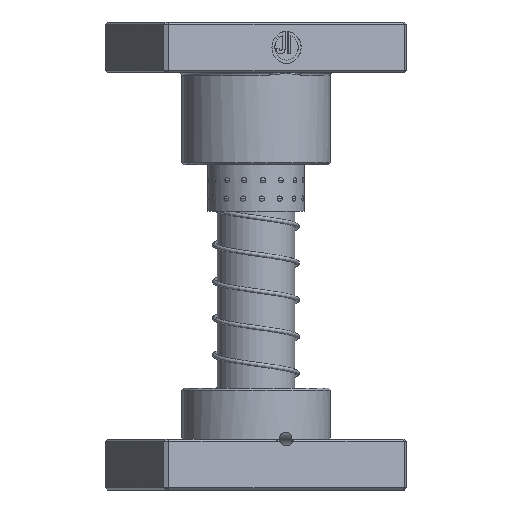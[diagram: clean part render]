
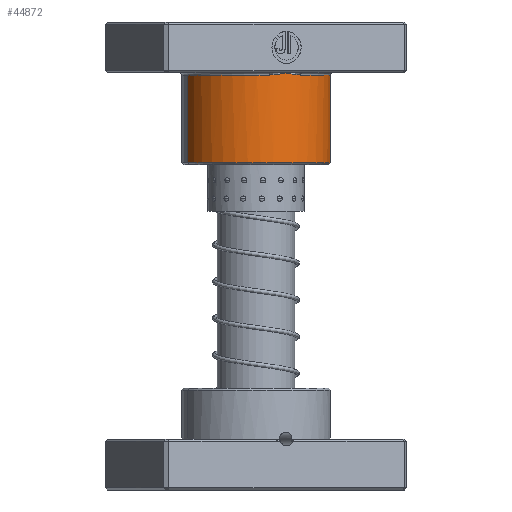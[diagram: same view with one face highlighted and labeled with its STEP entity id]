
A CAD part, front view. The second image highlights one B-rep face of the part: STEP entity #44872.
In plain terms, the highlighted cylindrical face has radius 36.5 mm (diameter 73 mm), a partial arc.
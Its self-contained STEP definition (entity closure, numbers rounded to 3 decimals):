
#113 = CIRCLE ( 'NONE', #43228, 36.5 ) ;
#295 = EDGE_CURVE ( 'NONE', #4752, #10915, #28636, .T. ) ;
#584 = CARTESIAN_POINT ( 'NONE',  ( 36.5, 0., 26. ) ) ;
#1061 = B_SPLINE_CURVE_WITH_KNOTS ( 'NONE', 3,
 ( #26339, #22859, #5225, #29839, #8898, #33326, #12447, #36849, #15951, #40364, #19488, #43845 ),
 .UNSPECIFIED., .F., .F.,
 ( 4, 2, 2, 2, 2, 4 ),
 ( 0., 0.001, 0.002, 0.004, 0.006, 0.008 ),
 .UNSPECIFIED. ) ;
#1359 = B_SPLINE_CURVE_WITH_KNOTS ( 'NONE', 3,
 ( #44668, #16794, #6313, #30801, #9881, #34307, #13431, #37816 ),
 .UNSPECIFIED., .F., .F.,
 ( 4, 2, 2, 4 ),
 ( 0., 0.002, 0.004, 0.009 ),
 .UNSPECIFIED. ) ;
#2429 = CARTESIAN_POINT ( 'NONE',  ( 0., 0., 26. ) ) ;
#4254 = CARTESIAN_POINT ( 'NONE',  ( 0., 0., 70. ) ) ;
#4752 = VERTEX_POINT ( 'NONE', #584 ) ;
#4811 = VERTEX_POINT ( 'NONE', #11834 ) ;
#4982 = EDGE_CURVE ( 'NONE', #24458, #16041, #1061, .T. ) ;
#5225 = CARTESIAN_POINT ( 'NONE',  ( -0.701, 36.495, 25.118 ) ) ;
#5947 = DIRECTION ( 'NONE',  ( 1., 0., 0. ) ) ;
#6313 = CARTESIAN_POINT ( 'NONE',  ( 6.984, 35.833, 25.96 ) ) ;
#7165 = DIRECTION ( 'NONE',  ( -1., 0., 0. ) ) ;
#7788 = DIRECTION ( 'NONE',  ( 0., 0., -1. ) ) ;
#7996 = CARTESIAN_POINT ( 'NONE',  ( 0., 0., 69. ) ) ;
#8898 = CARTESIAN_POINT ( 'NONE',  ( -1.75, 36.46, 25.291 ) ) ;
#9881 = CARTESIAN_POINT ( 'NONE',  ( 4.89, 36.178, 25.754 ) ) ;
#9951 = LINE ( 'NONE', #41260, #27475 ) ;
#10915 = VERTEX_POINT ( 'NONE', #28896 ) ;
#11339 = CYLINDRICAL_SURFACE ( 'NONE', #40451, 36.5 ) ;
#11556 = DIRECTION ( 'NONE',  ( 1., 0., 0. ) ) ;
#11834 = CARTESIAN_POINT ( 'NONE',  ( 36.5, 0., 69. ) ) ;
#12447 = CARTESIAN_POINT ( 'NONE',  ( -3.495, 36.339, 25.565 ) ) ;
#12770 = CARTESIAN_POINT ( 'NONE',  ( -36.5, 0., 26. ) ) ;
#13431 = CARTESIAN_POINT ( 'NONE',  ( 1.403, 36.5, 25.235 ) ) ;
#15951 = CARTESIAN_POINT ( 'NONE',  ( -5.587, 36.077, 25.837 ) ) ;
#16041 = VERTEX_POINT ( 'NONE', #39950 ) ;
#16142 = DIRECTION ( 'NONE',  ( 0., 0., -1. ) ) ;
#16794 = CARTESIAN_POINT ( 'NONE',  ( 7.68, 35.69, 26. ) ) ;
#18629 = ORIENTED_EDGE ( 'NONE', *, *, #23457, .T. ) ;
#19488 = CARTESIAN_POINT ( 'NONE',  ( -7.68, 35.69, 26. ) ) ;
#19513 = ORIENTED_EDGE ( 'NONE', *, *, #35445, .T. ) ;
#20667 = FACE_OUTER_BOUND ( 'NONE', #41805, .T. ) ;
#21551 = AXIS2_PLACEMENT_3D ( 'NONE', #33827, #33541, #34131 ) ;
#22192 = VERTEX_POINT ( 'NONE', #41299 ) ;
#22248 = AXIS2_PLACEMENT_3D ( 'NONE', #7996, #32460, #11556 ) ;
#22859 = CARTESIAN_POINT ( 'NONE',  ( -0.349, 36.5, 25.059 ) ) ;
#23457 = EDGE_CURVE ( 'NONE', #10915, #24458, #1359, .T. ) ;
#24034 = DIRECTION ( 'NONE',  ( 0., 0., -1. ) ) ;
#24146 = ORIENTED_EDGE ( 'NONE', *, *, #4982, .T. ) ;
#24458 = VERTEX_POINT ( 'NONE', #29994 ) ;
#24538 = VERTEX_POINT ( 'NONE', #12770 ) ;
#26339 = CARTESIAN_POINT ( 'NONE',  ( 0., 36.5, 25. ) ) ;
#26966 = DIRECTION ( 'NONE',  ( 0., 0., 1. ) ) ;
#27456 = ORIENTED_EDGE ( 'NONE', *, *, #42005, .T. ) ;
#27475 = VECTOR ( 'NONE', #24034, 1000. ) ;
#28636 = CIRCLE ( 'NONE', #21551, 36.5 ) ;
#28896 = CARTESIAN_POINT ( 'NONE',  ( 8.373, 35.527, 26. ) ) ;
#29036 = ORIENTED_EDGE ( 'NONE', *, *, #295, .T. ) ;
#29839 = CARTESIAN_POINT ( 'NONE',  ( -1.4, 36.475, 25.234 ) ) ;
#29957 = CIRCLE ( 'NONE', #22248, 36.5 ) ;
#29994 = CARTESIAN_POINT ( 'NONE',  ( 0., 36.5, 25. ) ) ;
#30801 = CARTESIAN_POINT ( 'NONE',  ( 5.587, 36.077, 25.837 ) ) ;
#30886 = ORIENTED_EDGE ( 'NONE', *, *, #41962, .T. ) ;
#32460 = DIRECTION ( 'NONE',  ( 0., 0., -1. ) ) ;
#33047 = EDGE_CURVE ( 'NONE', #22192, #24538, #33432, .T. ) ;
#33326 = CARTESIAN_POINT ( 'NONE',  ( -2.798, 36.399, 25.459 ) ) ;
#33432 = LINE ( 'NONE', #40559, #34523 ) ;
#33541 = DIRECTION ( 'NONE',  ( 0., 0., 1. ) ) ;
#33827 = CARTESIAN_POINT ( 'NONE',  ( 0., 0., 26. ) ) ;
#34131 = DIRECTION ( 'NONE',  ( 1., 0., 0. ) ) ;
#34307 = CARTESIAN_POINT ( 'NONE',  ( 2.798, 36.42, 25.47 ) ) ;
#34523 = VECTOR ( 'NONE', #16142, 1000. ) ;
#34593 = ORIENTED_EDGE ( 'NONE', *, *, #33047, .F. ) ;
#35445 = EDGE_CURVE ( 'NONE', #22192, #4811, #29957, .T. ) ;
#36849 = CARTESIAN_POINT ( 'NONE',  ( -4.89, 36.178, 25.754 ) ) ;
#37816 = CARTESIAN_POINT ( 'NONE',  ( 0., 36.5, 25. ) ) ;
#39950 = CARTESIAN_POINT ( 'NONE',  ( -8.373, 35.527, 26. ) ) ;
#40364 = CARTESIAN_POINT ( 'NONE',  ( -6.984, 35.833, 25.96 ) ) ;
#40451 = AXIS2_PLACEMENT_3D ( 'NONE', #4254, #7788, #7165 ) ;
#40559 = CARTESIAN_POINT ( 'NONE',  ( -36.5, 0., 70. ) ) ;
#41260 = CARTESIAN_POINT ( 'NONE',  ( 36.5, 0., 70. ) ) ;
#41299 = CARTESIAN_POINT ( 'NONE',  ( -36.5, 0., 69. ) ) ;
#41805 = EDGE_LOOP ( 'NONE', ( #19513, #27456, #29036, #18629, #24146, #30886, #34593 ) ) ;
#41962 = EDGE_CURVE ( 'NONE', #16041, #24538, #113, .T. ) ;
#42005 = EDGE_CURVE ( 'NONE', #4811, #4752, #9951, .T. ) ;
#43228 = AXIS2_PLACEMENT_3D ( 'NONE', #2429, #26966, #5947 ) ;
#43845 = CARTESIAN_POINT ( 'NONE',  ( -8.373, 35.527, 26. ) ) ;
#44668 = CARTESIAN_POINT ( 'NONE',  ( 8.373, 35.527, 26. ) ) ;
#44872 = ADVANCED_FACE ( 'NONE', ( #20667 ), #11339, .T. ) ;
